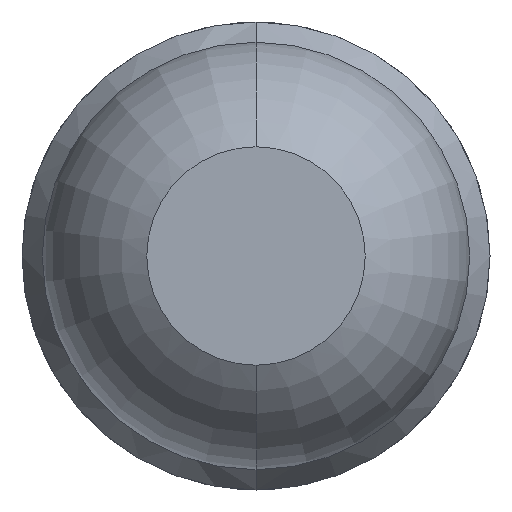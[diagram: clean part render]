
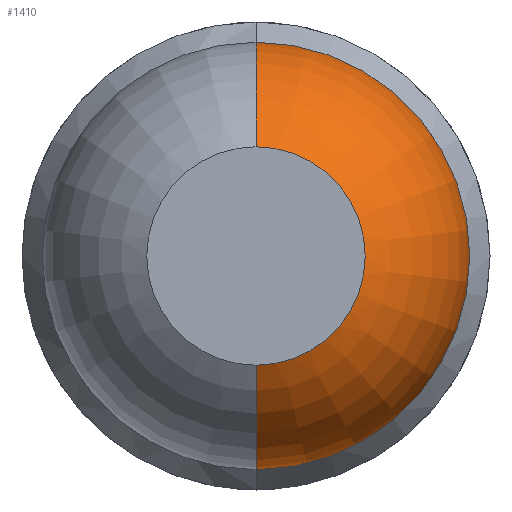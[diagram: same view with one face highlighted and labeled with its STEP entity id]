
A CAD part, front view. The second image highlights one B-rep face of the part: STEP entity #1410.
In plain terms, the highlighted toroidal (fillet/blend) face has major radius 0.035 mm and minor radius 0.65 mm.
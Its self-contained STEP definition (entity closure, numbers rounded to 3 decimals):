
#3 = CIRCLE ( 'NONE', #3381, 0.65 ) ;
#224 = CIRCLE ( 'NONE', #2400, 0.65 ) ;
#308 = AXIS2_PLACEMENT_3D ( 'NONE', #1885, #3078, #1028 ) ;
#665 = DIRECTION ( 'NONE',  ( 0., 0., 1. ) ) ;
#780 = EDGE_CURVE ( 'NONE', #3973, #4266, #3, .T. ) ;
#803 = DIRECTION ( 'NONE',  ( 0., -1., 0. ) ) ;
#887 = EDGE_CURVE ( 'Defeature ausgef�hrt1_48+Defeature ausgef�hrt1_4+Defeature ausgef�hrt1_4+Defeature ausgef�hrt1_4', #3379, #4266, #1880, .T. ) ;
#937 = AXIS2_PLACEMENT_3D ( 'NONE', #4091, #1668, #2793 ) ;
#1028 = DIRECTION ( 'NONE',  ( 0., 0., -1. ) ) ;
#1410 = ADVANCED_FACE ( 'Defeature ausgef�hrt1_4', ( #1762 ), #4519, .T. ) ;
#1668 = DIRECTION ( 'NONE',  ( 0., -1., 0. ) ) ;
#1711 = VERTEX_POINT ( 'NONE', #3660 ) ;
#1762 = FACE_OUTER_BOUND ( 'NONE', #2365, .T. ) ;
#1880 = CIRCLE ( 'NONE', #308, 0.35 ) ;
#1885 = CARTESIAN_POINT ( 'NONE',  ( 0., -25., 0. ) ) ;
#1917 = ORIENTED_EDGE ( 'NONE', *, *, #4449, .F. ) ;
#2362 = CARTESIAN_POINT ( 'NONE',  ( 0., -24.431, 0. ) ) ;
#2365 = EDGE_LOOP ( 'NONE', ( #4454, #3808, #4495, #1917 ) ) ;
#2400 = AXIS2_PLACEMENT_3D ( 'NONE', #5107, #4725, #665 ) ;
#2793 = DIRECTION ( 'NONE',  ( 0., 0., -1. ) ) ;
#2847 = CIRCLE ( 'NONE', #937, 0.685 ) ;
#2872 = DIRECTION ( 'NONE',  ( 0., 0., -1. ) ) ;
#3078 = DIRECTION ( 'NONE',  ( 0., -1., 0. ) ) ;
#3231 = EDGE_CURVE ( 'Defeature ausgef�hrt1_4+Defeature ausgef�hrt1_5+Defeature ausgef�hrt1_5+Defeature ausgef�hrt1_5', #1711, #3973, #2847, .T. ) ;
#3379 = VERTEX_POINT ( 'NONE', #4926 ) ;
#3381 = AXIS2_PLACEMENT_3D ( 'NONE', #3916, #4700, #4669 ) ;
#3660 = CARTESIAN_POINT ( 'NONE',  ( 0., -24.431, -0.685 ) ) ;
#3808 = ORIENTED_EDGE ( 'NONE', *, *, #780, .T. ) ;
#3916 = CARTESIAN_POINT ( 'NONE',  ( 0., -24.431, 0.035 ) ) ;
#3973 = VERTEX_POINT ( 'NONE', #5148 ) ;
#4091 = CARTESIAN_POINT ( 'NONE',  ( 0., -24.431, 0. ) ) ;
#4266 = VERTEX_POINT ( 'NONE', #4517 ) ;
#4267 = AXIS2_PLACEMENT_3D ( 'NONE', #2362, #803, #2872 ) ;
#4449 = EDGE_CURVE ( 'NONE', #1711, #3379, #224, .T. ) ;
#4454 = ORIENTED_EDGE ( 'NONE', *, *, #3231, .T. ) ;
#4495 = ORIENTED_EDGE ( 'NONE', *, *, #887, .F. ) ;
#4517 = CARTESIAN_POINT ( 'NONE',  ( 0., -25., 0.35 ) ) ;
#4519 = TOROIDAL_SURFACE ( 'NONE', #4267, 0.035, 0.65 ) ;
#4669 = DIRECTION ( 'NONE',  ( 0., 0., -1. ) ) ;
#4700 = DIRECTION ( 'NONE',  ( 1., 0., 0. ) ) ;
#4725 = DIRECTION ( 'NONE',  ( -1., 0., 0. ) ) ;
#4926 = CARTESIAN_POINT ( 'NONE',  ( 0., -25., -0.35 ) ) ;
#5107 = CARTESIAN_POINT ( 'NONE',  ( 0., -24.431, -0.035 ) ) ;
#5148 = CARTESIAN_POINT ( 'NONE',  ( 0., -24.431, 0.685 ) ) ;
